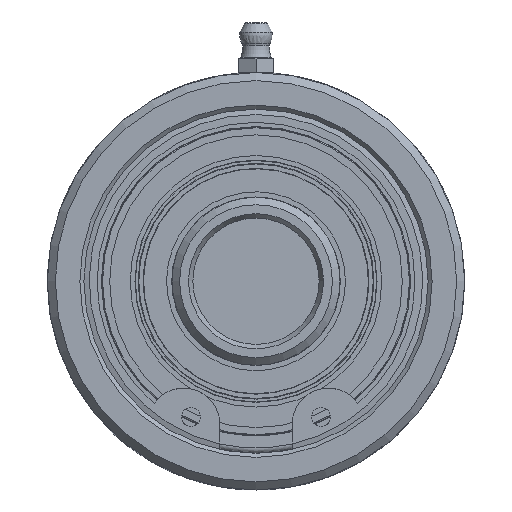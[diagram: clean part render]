
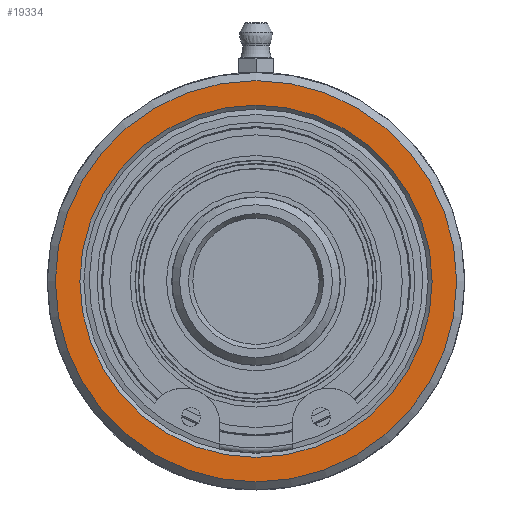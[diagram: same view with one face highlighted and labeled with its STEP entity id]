
A CAD part, left-side view. The second image highlights one B-rep face of the part: STEP entity #19334.
In plain terms, the highlighted planar face has unit normal (-1, 0, 0).
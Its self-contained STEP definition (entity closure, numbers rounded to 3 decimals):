
#219=FACE_BOUND('',#5902,.T.);
#1165=CIRCLE('',#20421,39.7);
#1166=CIRCLE('',#20423,34.85);
#3646=PLANE('',#20422);
#4691=FACE_OUTER_BOUND('',#5901,.T.);
#5901=EDGE_LOOP('',(#17454));
#5902=EDGE_LOOP('',(#17455));
#9088=VERTEX_POINT('',#129447);
#9089=VERTEX_POINT('',#129451);
#11895=EDGE_CURVE('',#9088,#9088,#1165,.T.);
#11896=EDGE_CURVE('',#9089,#9089,#1166,.T.);
#17454=ORIENTED_EDGE('',*,*,#11895,.F.);
#17455=ORIENTED_EDGE('',*,*,#11896,.F.);
#19334=ADVANCED_FACE('',(#4691,#219),#3646,.F.);
#20421=AXIS2_PLACEMENT_3D('',#129449,#23509,#23510);
#20422=AXIS2_PLACEMENT_3D('',#129450,#23511,#23512);
#20423=AXIS2_PLACEMENT_3D('',#129452,#23513,#23514);
#23509=DIRECTION('center_axis',(1.,0.,0.));
#23510=DIRECTION('ref_axis',(0.,0.,1.));
#23511=DIRECTION('center_axis',(1.,0.,0.));
#23512=DIRECTION('ref_axis',(0.,0.,1.));
#23513=DIRECTION('center_axis',(-1.,0.,0.));
#23514=DIRECTION('ref_axis',(0.,0.,-1.));
#129447=CARTESIAN_POINT('',(-46.09,0.,-39.7));
#129449=CARTESIAN_POINT('Origin',(-46.09,0.,0.));
#129450=CARTESIAN_POINT('Origin',(-46.09,0.,-20.65));
#129451=CARTESIAN_POINT('',(-46.09,0.,34.85));
#129452=CARTESIAN_POINT('Origin',(-46.09,0.,0.));
